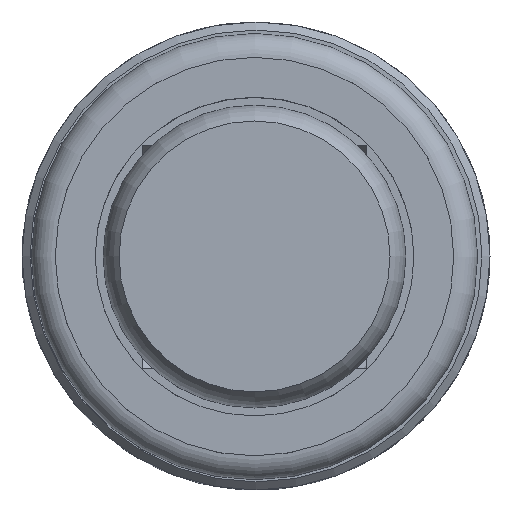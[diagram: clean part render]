
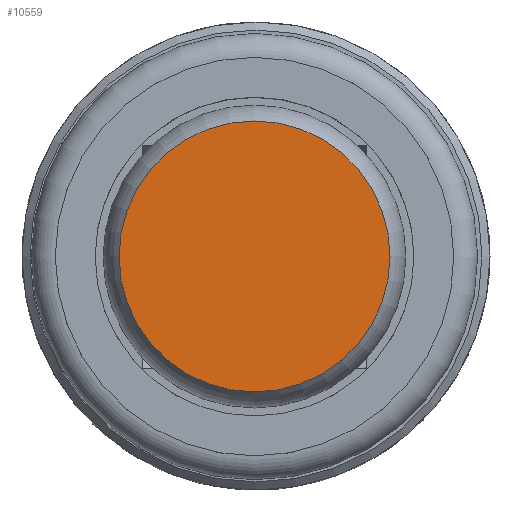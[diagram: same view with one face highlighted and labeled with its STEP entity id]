
A CAD part, top view. The second image highlights one B-rep face of the part: STEP entity #10559.
In plain terms, the highlighted planar face has unit normal (0, 0, 1).
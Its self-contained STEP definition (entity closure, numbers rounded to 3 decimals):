
#120=PLANE('',#11278);
#872=FACE_OUTER_BOUND('',#1493,.T.);
#1493=EDGE_LOOP('',(#7943));
#2098=CIRCLE('',#11275,8.5);
#4670=VERTEX_POINT('',#17368);
#5847=EDGE_CURVE('',#4670,#4670,#2098,.T.);
#7943=ORIENTED_EDGE('',*,*,#5847,.F.);
#10559=ADVANCED_FACE('',(#872),#120,.T.);
#11275=AXIS2_PLACEMENT_3D('',#17370,#12416,#12417);
#11278=AXIS2_PLACEMENT_3D('',#17375,#12423,#12424);
#12416=DIRECTION('center_axis',(0.,0.,-1.));
#12417=DIRECTION('ref_axis',(-1.,0.,0.));
#12423=DIRECTION('center_axis',(0.,0.,1.));
#12424=DIRECTION('ref_axis',(-1.,0.,0.));
#17368=CARTESIAN_POINT('',(-8.5,100.,15.1));
#17370=CARTESIAN_POINT('Origin',(0.,100.,15.1));
#17375=CARTESIAN_POINT('Origin',(0.,100.,15.1));
